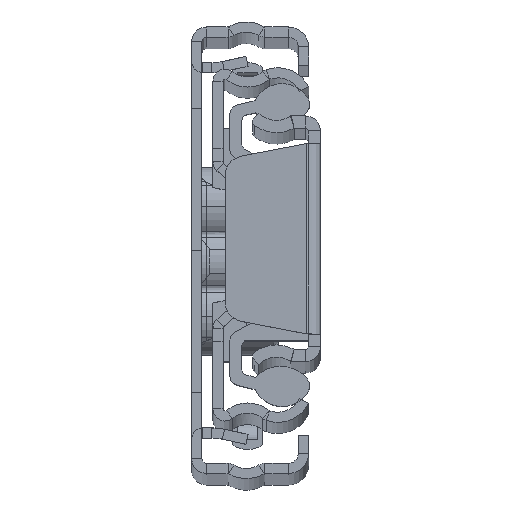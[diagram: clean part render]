
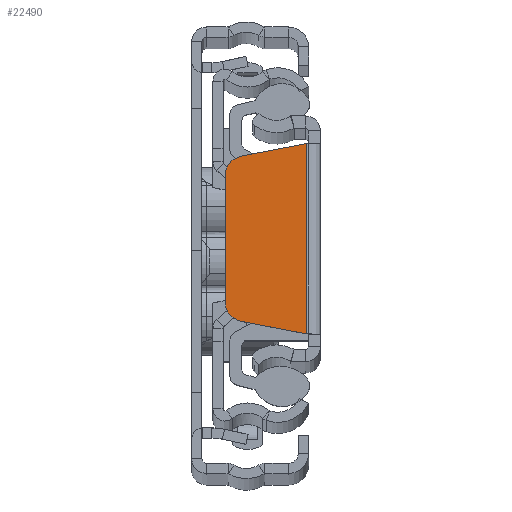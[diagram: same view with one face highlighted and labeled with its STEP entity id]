
A CAD part, top view. The second image highlights one B-rep face of the part: STEP entity #22490.
In plain terms, the highlighted planar face has unit normal (0, 0, 1).
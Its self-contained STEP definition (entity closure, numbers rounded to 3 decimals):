
#717 = AXIS2_PLACEMENT_3D ( 'NONE', #20363, #9702, #9581 ) ;
#1172 = ORIENTED_EDGE ( 'NONE', *, *, #18609, .F. ) ;
#1277 = EDGE_CURVE ( 'NONE', #6893, #21040, #17509, .T. ) ;
#1562 = LINE ( 'NONE', #10614, #15334 ) ;
#1782 = DIRECTION ( 'NONE',  ( -1., 0., 0. ) ) ;
#2133 = CIRCLE ( 'NONE', #3255, 2. ) ;
#2778 = ORIENTED_EDGE ( 'NONE', *, *, #10225, .T. ) ;
#3255 = AXIS2_PLACEMENT_3D ( 'NONE', #5543, #3420, #1782 ) ;
#3325 = VERTEX_POINT ( 'NONE', #11567 ) ;
#3420 = DIRECTION ( 'NONE',  ( 0., 0., 1. ) ) ;
#3604 = EDGE_CURVE ( 'NONE', #18057, #6019, #17356, .T. ) ;
#3942 = DIRECTION ( 'NONE',  ( 0., 0., -1. ) ) ;
#4250 = DIRECTION ( 'NONE',  ( -0.982, -0.189, 0. ) ) ;
#5329 = DIRECTION ( 'NONE',  ( 0., -1., 0. ) ) ;
#5543 = CARTESIAN_POINT ( 'NONE',  ( -7.401, -6.183, 0. ) ) ;
#6017 = LINE ( 'NONE', #7422, #7703 ) ;
#6019 = VERTEX_POINT ( 'NONE', #22102 ) ;
#6485 = CARTESIAN_POINT ( 'NONE',  ( -9.401, 0., 0. ) ) ;
#6893 = VERTEX_POINT ( 'NONE', #9210 ) ;
#7422 = CARTESIAN_POINT ( 'NONE',  ( -1.786, 9.298, 0. ) ) ;
#7703 = VECTOR ( 'NONE', #4250, 1000. ) ;
#9210 = CARTESIAN_POINT ( 'NONE',  ( -9.401, 6.183, 0. ) ) ;
#9581 = DIRECTION ( 'NONE',  ( -1., 0., 0. ) ) ;
#9702 = DIRECTION ( 'NONE',  ( 0., 0., 1. ) ) ;
#10225 = EDGE_CURVE ( 'NONE', #13709, #3325, #6017, .T. ) ;
#10515 = ORIENTED_EDGE ( 'NONE', *, *, #1277, .T. ) ;
#10614 = CARTESIAN_POINT ( 'NONE',  ( -1.36, -9.379, 0. ) ) ;
#11011 = VECTOR ( 'NONE', #13718, 1000. ) ;
#11221 = DIRECTION ( 'NONE',  ( -1., 0., 0. ) ) ;
#11567 = CARTESIAN_POINT ( 'NONE',  ( -7.778, 8.147, 0. ) ) ;
#13090 = PLANE ( 'NONE',  #22579 ) ;
#13709 = VERTEX_POINT ( 'NONE', #15268 ) ;
#13718 = DIRECTION ( 'NONE',  ( 0.982, -0.189, 0. ) ) ;
#14584 = CIRCLE ( 'NONE', #717, 2. ) ;
#15268 = CARTESIAN_POINT ( 'NONE',  ( -1.36, 9.379, 0. ) ) ;
#15334 = VECTOR ( 'NONE', #5329, 1000. ) ;
#15844 = CARTESIAN_POINT ( 'NONE',  ( -7.778, -8.147, 0. ) ) ;
#16446 = EDGE_CURVE ( 'NONE', #21040, #18057, #2133, .T. ) ;
#17356 = LINE ( 'NONE', #19236, #11011 ) ;
#17509 = LINE ( 'NONE', #6485, #22945 ) ;
#18057 = VERTEX_POINT ( 'NONE', #15844 ) ;
#18609 = EDGE_CURVE ( 'NONE', #13709, #6019, #1562, .T. ) ;
#18824 = CARTESIAN_POINT ( 'NONE',  ( -9.401, -6.183, 0. ) ) ;
#18877 = ORIENTED_EDGE ( 'NONE', *, *, #19407, .T. ) ;
#19236 = CARTESIAN_POINT ( 'NONE',  ( -1.786, -9.298, 0. ) ) ;
#19407 = EDGE_CURVE ( 'NONE', #3325, #6893, #14584, .T. ) ;
#19413 = ORIENTED_EDGE ( 'NONE', *, *, #16446, .T. ) ;
#20252 = CARTESIAN_POINT ( 'NONE',  ( 0., 0., 0. ) ) ;
#20363 = CARTESIAN_POINT ( 'NONE',  ( -7.401, 6.183, 0. ) ) ;
#20400 = EDGE_LOOP ( 'NONE', ( #10515, #19413, #20594, #1172, #2778, #18877 ) ) ;
#20594 = ORIENTED_EDGE ( 'NONE', *, *, #3604, .T. ) ;
#21040 = VERTEX_POINT ( 'NONE', #18824 ) ;
#22102 = CARTESIAN_POINT ( 'NONE',  ( -1.36, -9.379, 0. ) ) ;
#22490 = ADVANCED_FACE ( 'NONE', ( #22880 ), #13090, .F. ) ;
#22579 = AXIS2_PLACEMENT_3D ( 'NONE', #20252, #3942, #11221 ) ;
#22791 = DIRECTION ( 'NONE',  ( 0., -1., 0. ) ) ;
#22880 = FACE_OUTER_BOUND ( 'NONE', #20400, .T. ) ;
#22945 = VECTOR ( 'NONE', #22791, 1000. ) ;
